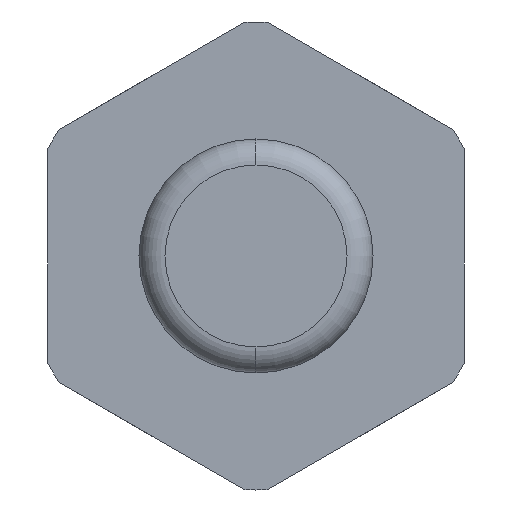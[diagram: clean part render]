
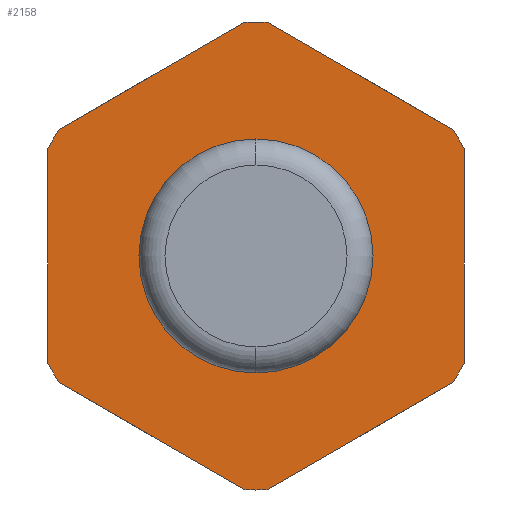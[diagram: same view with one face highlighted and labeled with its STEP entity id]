
A CAD part, front view. The second image highlights one B-rep face of the part: STEP entity #2158.
In plain terms, the highlighted planar face has unit normal (0, -1, 0).
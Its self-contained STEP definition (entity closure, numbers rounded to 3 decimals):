
#6 = ORIENTED_EDGE ( 'NONE', *, *, #2176, .F. ) ;
#7 = ORIENTED_EDGE ( 'NONE', *, *, #2146, .F. ) ;
#8 = ORIENTED_EDGE ( 'NONE', *, *, #2104, .F. ) ;
#10 = ORIENTED_EDGE ( 'NONE', *, *, #2182, .F. ) ;
#11 = ORIENTED_EDGE ( 'NONE', *, *, #2181, .F. ) ;
#15 = ORIENTED_EDGE ( 'NONE', *, *, #2064, .F. ) ;
#16 = ORIENTED_EDGE ( 'NONE', *, *, #2147, .F. ) ;
#17 = ORIENTED_EDGE ( 'NONE', *, *, #2178, .F. ) ;
#19 = ORIENTED_EDGE ( 'NONE', *, *, #2090, .F. ) ;
#20 = ORIENTED_EDGE ( 'NONE', *, *, #2225, .F. ) ;
#22 = ORIENTED_EDGE ( 'NONE', *, *, #2183, .F. ) ;
#23 = ORIENTED_EDGE ( 'NONE', *, *, #2180, .F. ) ;
#24 = ORIENTED_EDGE ( 'NONE', *, *, #2123, .F. ) ;
#26 = ORIENTED_EDGE ( 'NONE', *, *, #2144, .F. ) ;
#193 = CARTESIAN_POINT ( 'NONE',  ( -8., -17.75, -4.123 ) ) ;
#209 = CARTESIAN_POINT ( 'NONE',  ( 7.571, -17.75, 4.867 ) ) ;
#213 = CARTESIAN_POINT ( 'NONE',  ( 7.571, -17.75, -4.867 ) ) ;
#220 = CARTESIAN_POINT ( 'NONE',  ( 8., -17.75, -4.123 ) ) ;
#228 = CARTESIAN_POINT ( 'NONE',  ( 8., -17.75, 4.123 ) ) ;
#239 = CARTESIAN_POINT ( 'NONE',  ( 0.429, -17.75, 8.99 ) ) ;
#248 = CARTESIAN_POINT ( 'NONE',  ( 0., -17.75, -9. ) ) ;
#249 = CARTESIAN_POINT ( 'NONE',  ( 0., -17.75, 4.5 ) ) ;
#250 = CARTESIAN_POINT ( 'NONE',  ( -0.429, -17.75, -8.99 ) ) ;
#278 = CARTESIAN_POINT ( 'NONE',  ( 0., -17.75, -4.5 ) ) ;
#282 = CARTESIAN_POINT ( 'NONE',  ( -7.571, -17.75, 4.867 ) ) ;
#286 = CARTESIAN_POINT ( 'NONE',  ( -8., -17.75, 4.123 ) ) ;
#287 = CARTESIAN_POINT ( 'NONE',  ( -7.571, -17.75, -4.867 ) ) ;
#298 = EDGE_LOOP ( 'NONE', ( #1981, #17, #15, #24, #23, #19, #26, #22, #20, #16, #8, #10, #7 ) ) ;
#333 = EDGE_LOOP ( 'NONE', ( #11, #6 ) ) ;
#353 = VECTOR ( 'NONE', #1377, 1000. ) ;
#429 = FACE_OUTER_BOUND ( 'NONE', #298, .T. ) ;
#440 = FACE_BOUND ( 'NONE', #333, .T. ) ;
#442 = AXIS2_PLACEMENT_3D ( 'NONE', #613, #614, #615 ) ;
#448 = AXIS2_PLACEMENT_3D ( 'NONE', #634, #635, #636 ) ;
#458 = AXIS2_PLACEMENT_3D ( 'NONE', #558, #571, #572 ) ;
#461 = VECTOR ( 'NONE', #564, 1000. ) ;
#464 = VECTOR ( 'NONE', #570, 1000. ) ;
#558 = CARTESIAN_POINT ( 'NONE',  ( 0., -17.75, 0. ) ) ;
#562 = LINE ( 'NONE', #563, #461 ) ;
#563 = CARTESIAN_POINT ( 'NONE',  ( 8., -17.75, 4.123 ) ) ;
#564 = DIRECTION ( 'NONE',  ( 0., 0., -1. ) ) ;
#568 = LINE ( 'NONE', #569, #464 ) ;
#569 = CARTESIAN_POINT ( 'NONE',  ( -8., -17.75, -4.123 ) ) ;
#570 = DIRECTION ( 'NONE',  ( 0., 0., 1. ) ) ;
#571 = DIRECTION ( 'NONE',  ( 0., 1., 0. ) ) ;
#572 = DIRECTION ( 'NONE',  ( 0., 0., 1. ) ) ;
#609 = PLANE ( 'NONE',  #442 ) ;
#613 = CARTESIAN_POINT ( 'NONE',  ( 0., -17.75, 0. ) ) ;
#614 = DIRECTION ( 'NONE',  ( 0., 1., 0. ) ) ;
#615 = DIRECTION ( 'NONE',  ( 0., 0., 1. ) ) ;
#634 = CARTESIAN_POINT ( 'NONE',  ( 0., -17.75, 0. ) ) ;
#635 = DIRECTION ( 'NONE',  ( 0., 1., 0. ) ) ;
#636 = DIRECTION ( 'NONE',  ( 0., 0., 1. ) ) ;
#684 = CARTESIAN_POINT ( 'NONE',  ( 0., -17.75, 0. ) ) ;
#685 = DIRECTION ( 'NONE',  ( 0., -1., 0. ) ) ;
#686 = DIRECTION ( 'NONE',  ( 0., 0., 1. ) ) ;
#691 = LINE ( 'NONE', #692, #1104 ) ;
#692 = CARTESIAN_POINT ( 'NONE',  ( -0.429, -17.75, -8.99 ) ) ;
#693 = DIRECTION ( 'NONE',  ( -0.866, 0., 0.5 ) ) ;
#696 = CARTESIAN_POINT ( 'NONE',  ( 0., -17.75, 0. ) ) ;
#697 = LINE ( 'NONE', #698, #1101 ) ;
#698 = CARTESIAN_POINT ( 'NONE',  ( 7.571, -17.75, -4.867 ) ) ;
#699 = DIRECTION ( 'NONE',  ( -0.866, 0., -0.5 ) ) ;
#700 = DIRECTION ( 'NONE',  ( 0., -1., 0. ) ) ;
#701 = DIRECTION ( 'NONE',  ( 0., 0., 1. ) ) ;
#702 = CARTESIAN_POINT ( 'NONE',  ( 0., -17.75, 0. ) ) ;
#703 = DIRECTION ( 'NONE',  ( 0., 1., 0. ) ) ;
#704 = DIRECTION ( 'NONE',  ( 0., 0., 1. ) ) ;
#705 = CARTESIAN_POINT ( 'NONE',  ( 0., -17.75, 0. ) ) ;
#706 = DIRECTION ( 'NONE',  ( 0., 1., 0. ) ) ;
#707 = DIRECTION ( 'NONE',  ( 0., 0., 1. ) ) ;
#822 = CARTESIAN_POINT ( 'NONE',  ( 0., -17.75, 0. ) ) ;
#823 = DIRECTION ( 'NONE',  ( 0., 1., 0. ) ) ;
#824 = DIRECTION ( 'NONE',  ( 0., 0., 1. ) ) ;
#927 = CARTESIAN_POINT ( 'NONE',  ( 0., -17.75, 0. ) ) ;
#928 = DIRECTION ( 'NONE',  ( 0., 1., 0. ) ) ;
#929 = DIRECTION ( 'NONE',  ( 0., 0., 1. ) ) ;
#974 = LINE ( 'NONE', #975, #2303 ) ;
#975 = CARTESIAN_POINT ( 'NONE',  ( -7.571, -17.75, 4.867 ) ) ;
#976 = DIRECTION ( 'NONE',  ( 0.866, 0., 0.5 ) ) ;
#1041 = CARTESIAN_POINT ( 'NONE',  ( 0., -17.75, 0. ) ) ;
#1042 = DIRECTION ( 'NONE',  ( 0., 1., 0. ) ) ;
#1043 = DIRECTION ( 'NONE',  ( 0., 0., 1. ) ) ;
#1099 = AXIS2_PLACEMENT_3D ( 'NONE', #705, #706, #707 ) ;
#1101 = VECTOR ( 'NONE', #699, 1000. ) ;
#1102 = AXIS2_PLACEMENT_3D ( 'NONE', #696, #700, #701 ) ;
#1104 = VECTOR ( 'NONE', #693, 1000. ) ;
#1105 = AXIS2_PLACEMENT_3D ( 'NONE', #684, #685, #686 ) ;
#1107 = AXIS2_PLACEMENT_3D ( 'NONE', #702, #703, #704 ) ;
#1178 = AXIS2_PLACEMENT_3D ( 'NONE', #822, #823, #824 ) ;
#1375 = LINE ( 'NONE', #1376, #353 ) ;
#1376 = CARTESIAN_POINT ( 'NONE',  ( 0.429, -17.75, 8.99 ) ) ;
#1377 = DIRECTION ( 'NONE',  ( 0.866, 0., -0.5 ) ) ;
#1711 = VERTEX_POINT ( 'NONE', #193 ) ;
#1727 = VERTEX_POINT ( 'NONE', #209 ) ;
#1731 = VERTEX_POINT ( 'NONE', #213 ) ;
#1738 = VERTEX_POINT ( 'NONE', #220 ) ;
#1746 = VERTEX_POINT ( 'NONE', #228 ) ;
#1757 = VERTEX_POINT ( 'NONE', #239 ) ;
#1766 = VERTEX_POINT ( 'NONE', #248 ) ;
#1767 = VERTEX_POINT ( 'NONE', #249 ) ;
#1768 = VERTEX_POINT ( 'NONE', #250 ) ;
#1796 = VERTEX_POINT ( 'NONE', #278 ) ;
#1800 = VERTEX_POINT ( 'NONE', #282 ) ;
#1804 = VERTEX_POINT ( 'NONE', #286 ) ;
#1805 = VERTEX_POINT ( 'NONE', #287 ) ;
#1813 = VERTEX_POINT ( 'NONE', #2503 ) ;
#1814 = VERTEX_POINT ( 'NONE', #2504 ) ;
#1981 = ORIENTED_EDGE ( 'NONE', *, *, #2165, .F. ) ;
#2064 = EDGE_CURVE ( 'NONE', #1766, #1768, #2409, .T. ) ;
#2090 = EDGE_CURVE ( 'NONE', #1738, #1731, #2468, .T. ) ;
#2104 = EDGE_CURVE ( 'NONE', #1800, #1813, #974, .T. ) ;
#2123 = EDGE_CURVE ( 'NONE', #1814, #1766, #2431, .T. ) ;
#2144 = EDGE_CURVE ( 'NONE', #1746, #1738, #562, .T. ) ;
#2146 = EDGE_CURVE ( 'NONE', #1711, #1804, #568, .T. ) ;
#2147 = EDGE_CURVE ( 'NONE', #1813, #1757, #2464, .T. ) ;
#2158 = ADVANCED_FACE ( 'NONE', ( #429, #440 ), #609, .F. ) ;
#2165 = EDGE_CURVE ( 'NONE', #1805, #1711, #2441, .T. ) ;
#2176 = EDGE_CURVE ( 'NONE', #1796, #1767, #2404, .T. ) ;
#2178 = EDGE_CURVE ( 'NONE', #1768, #1805, #691, .T. ) ;
#2180 = EDGE_CURVE ( 'NONE', #1731, #1814, #697, .T. ) ;
#2181 = EDGE_CURVE ( 'NONE', #1767, #1796, #2365, .T. ) ;
#2182 = EDGE_CURVE ( 'NONE', #1804, #1800, #2484, .T. ) ;
#2183 = EDGE_CURVE ( 'NONE', #1727, #1746, #2477, .T. ) ;
#2225 = EDGE_CURVE ( 'NONE', #1757, #1727, #1375, .T. ) ;
#2285 = AXIS2_PLACEMENT_3D ( 'NONE', #927, #928, #929 ) ;
#2303 = VECTOR ( 'NONE', #976, 1000. ) ;
#2314 = AXIS2_PLACEMENT_3D ( 'NONE', #1041, #1042, #1043 ) ;
#2365 = CIRCLE ( 'NONE', #1102, 4.5 ) ;
#2404 = CIRCLE ( 'NONE', #1105, 4.5 ) ;
#2409 = CIRCLE ( 'NONE', #1178, 9. ) ;
#2431 = CIRCLE ( 'NONE', #2314, 9. ) ;
#2441 = CIRCLE ( 'NONE', #448, 9. ) ;
#2464 = CIRCLE ( 'NONE', #458, 9. ) ;
#2468 = CIRCLE ( 'NONE', #2285, 9. ) ;
#2477 = CIRCLE ( 'NONE', #1099, 9. ) ;
#2484 = CIRCLE ( 'NONE', #1107, 9. ) ;
#2503 = CARTESIAN_POINT ( 'NONE',  ( -0.429, -17.75, 8.99 ) ) ;
#2504 = CARTESIAN_POINT ( 'NONE',  ( 0.429, -17.75, -8.99 ) ) ;
